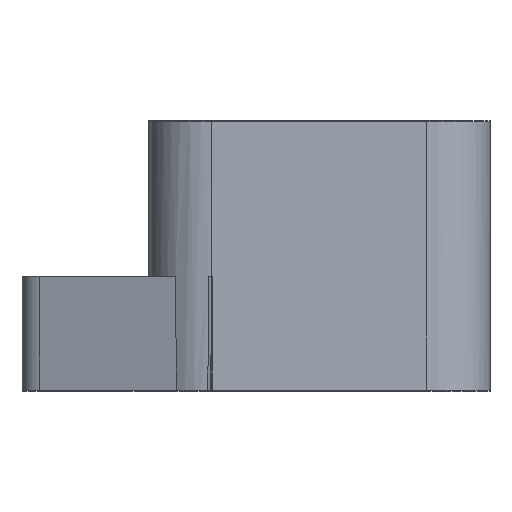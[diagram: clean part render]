
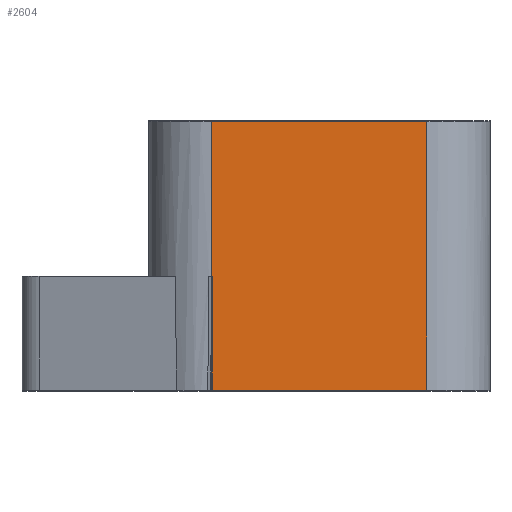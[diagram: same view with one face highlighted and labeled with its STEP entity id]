
A CAD part, top view. The second image highlights one B-rep face of the part: STEP entity #2604.
In plain terms, the highlighted planar face has unit normal (0, -0.003, 1).
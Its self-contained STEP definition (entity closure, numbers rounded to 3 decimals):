
#63=PLANE('',#2797);
#193=FACE_OUTER_BOUND('',#343,.T.);
#343=EDGE_LOOP('',(#2148,#2149,#2150,#2151));
#724=LINE('',#7324,#870);
#755=LINE('',#8510,#901);
#756=LINE('',#8513,#902);
#757=LINE('',#8514,#903);
#870=VECTOR('',#3147,10.);
#901=VECTOR('',#3242,10.);
#902=VECTOR('',#3245,10.);
#903=VECTOR('',#3246,10.);
#1128=VERTEX_POINT('',#7321);
#1129=VERTEX_POINT('',#7323);
#1165=VERTEX_POINT('',#8508);
#1166=VERTEX_POINT('',#8512);
#1472=EDGE_CURVE('',#1129,#1128,#724,.T.);
#1530=EDGE_CURVE('',#1165,#1128,#755,.T.);
#1531=EDGE_CURVE('',#1166,#1165,#756,.T.);
#1532=EDGE_CURVE('',#1129,#1166,#757,.T.);
#2148=ORIENTED_EDGE('',*,*,#1530,.F.);
#2149=ORIENTED_EDGE('',*,*,#1531,.F.);
#2150=ORIENTED_EDGE('',*,*,#1532,.F.);
#2151=ORIENTED_EDGE('',*,*,#1472,.T.);
#2604=ADVANCED_FACE('',(#193),#63,.T.);
#2797=AXIS2_PLACEMENT_3D('',#8511,#3243,#3244);
#3147=DIRECTION('',(1.,0.,0.));
#3242=DIRECTION('',(0.,-1.,-0.003));
#3243=DIRECTION('center_axis',(0.,-0.003,
1.));
#3244=DIRECTION('ref_axis',(0.,-1.,-0.003));
#3245=DIRECTION('',(1.,0.,0.));
#3246=DIRECTION('',(0.,1.,0.003));
#7321=CARTESIAN_POINT('',(136.954,307.9,18.888));
#7323=CARTESIAN_POINT('',(119.954,307.9,18.888));
#7324=CARTESIAN_POINT('',(124.262,307.9,18.888));
#8508=CARTESIAN_POINT('',(136.954,329.142,18.947));
#8510=CARTESIAN_POINT('',(136.954,343.518,18.987));
#8511=CARTESIAN_POINT('Origin',(114.954,355.4,19.02));
#8512=CARTESIAN_POINT('',(119.954,329.142,18.947));
#8513=CARTESIAN_POINT('',(121.704,329.142,18.947));
#8514=CARTESIAN_POINT('',(119.954,343.518,18.987));
